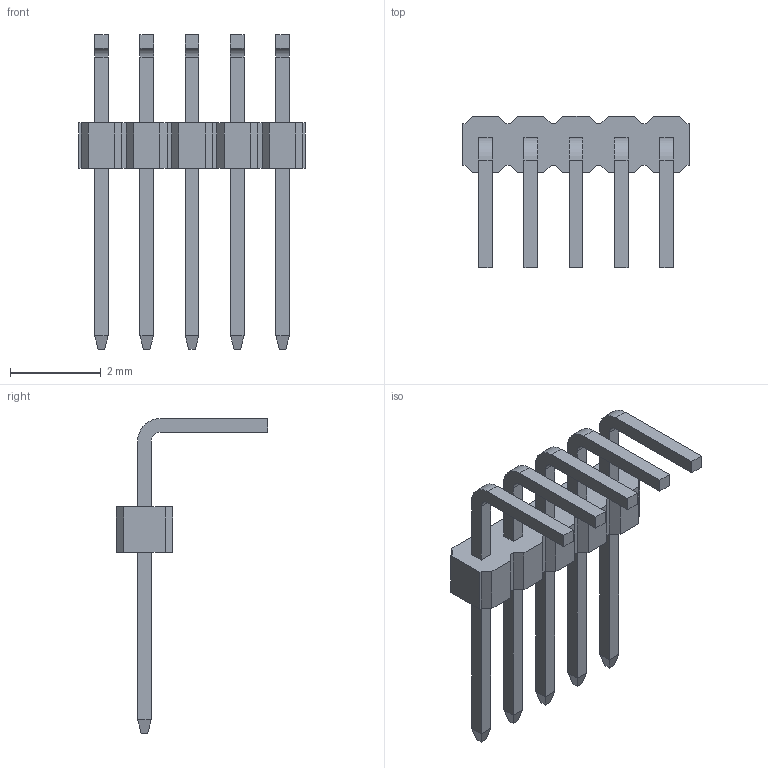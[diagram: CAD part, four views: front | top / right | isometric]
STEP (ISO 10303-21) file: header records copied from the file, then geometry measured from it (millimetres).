
FILE_DESCRIPTION(('FreeCAD Model'),'2;1');
FILE_NAME('721-11-005-40-xx.stp', '2022-04-11T10:28:50',('Author'),(''), 'Open CASCADE STEP processor 6.8','FreeCAD','Unknown');
FILE_SCHEMA(('AUTOMOTIVE_DESIGN_CC2 { 1 2 10303 214 -1 1 5 4 }'));
Length unit declared in the file: millimetre
Products named in the file (2): ASSEMBLY; 721-11-005-40-xx
Assembly tree (1 placements, depth 2):
  ASSEMBLY
    721-11-005-40-xx
Bounding box: 5 x 3.35 x 6.95 mm (x, y, z)
Volume: 9.5 mm3; surface area: 74.4 mm2
Topology: 1 solids, 1 shells, 136 faces, 352 edges, 228 vertices
Faces by surface type: plane 126, cylinder 10
Entity records: 9581 total; most frequent: CARTESIAN_POINT 2442, DIRECTION 1302, LINE 976, VECTOR 976, ORIENTED_EDGE 704, PCURVE 704, DEFINITIONAL_REPRESENTATION 704, EDGE_CURVE 352
